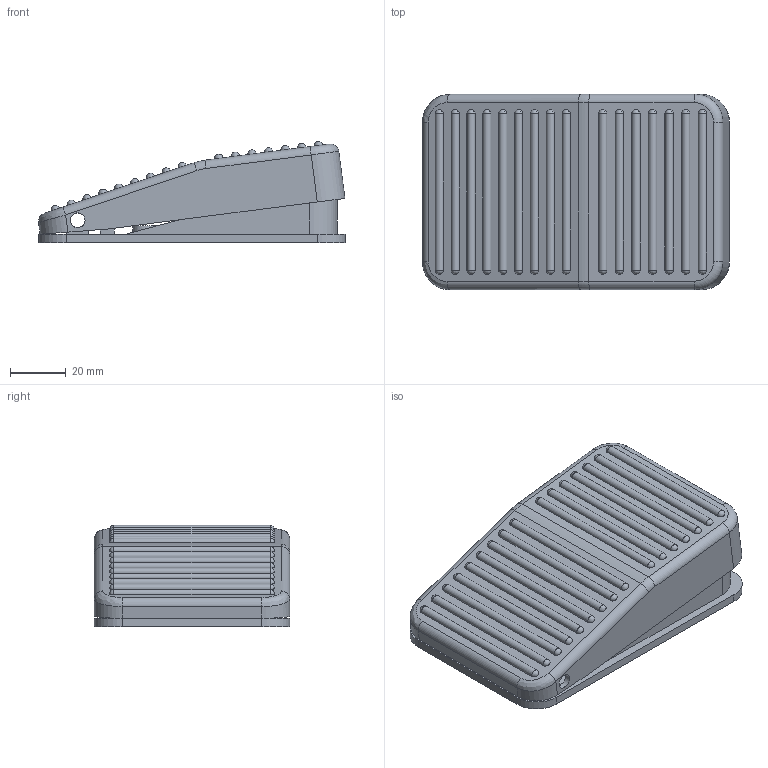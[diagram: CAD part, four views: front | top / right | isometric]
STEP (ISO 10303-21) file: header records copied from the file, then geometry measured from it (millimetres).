
FILE_DESCRIPTION(/* description */ ('','CAx-IF Rec.Pracs.---Representation and Presentation of Product Manufacturing Information (PMI)---4.0---2014-10-13'),/* implementation_level */ '2;1');
FILE_NAME(/* name */ 'Switch pedal.step',/* time_stamp */ '2025-02-11T17:53:22+08:00',/* author */ (''),/* organization */ (''),/* preprocessor_version */ 'ST-DEVELOPER v20',/* originating_system */ 'Autodesk Translation Framework v13.20.0.188',/* authorisation */ '');
FILE_SCHEMA (('AP242_MANAGED_MODEL_BASED_3D_ENGINEERING_MIM_LF { 1 0 10303 442 1 1 4 }'));
Length unit declared in the file: millimetre
Products named in the file (4): 踏板; 上板; 连接件2; 底板
Assembly tree (3 placements, depth 2):
  踏板
    上板
    连接件2
    底板
Bounding box: 110.04 x 70 x 36.3 mm (x, y, z)
Volume: 57402.3 mm3; surface area: 50017.8 mm2
Topology: 3 solids, 3 shells, 178 faces, 460 edges, 303 vertices
Faces by surface type: plane 74, cylinder 65, sphere 32, torus 5, bspline 2
Full cylindrical faces by diameter (mm): 3.1 x2, 3.2 x1, 4.2 x6, 5.3 x3, 6 x3, 7.2 x2, 8 x1, 18 x1
Entity records: 5665 total; most frequent: CARTESIAN_POINT 1024, DIRECTION 1010, ORIENTED_EDGE 888, EDGE_CURVE 444, AXIS2_PLACEMENT_3D 385, VERTEX_POINT 303, LINE 240, VECTOR 240
